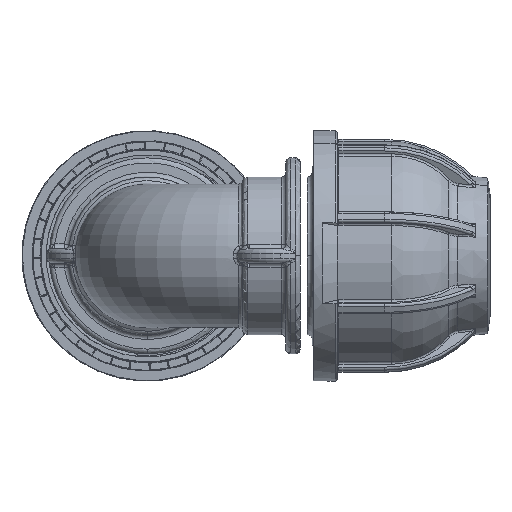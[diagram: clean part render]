
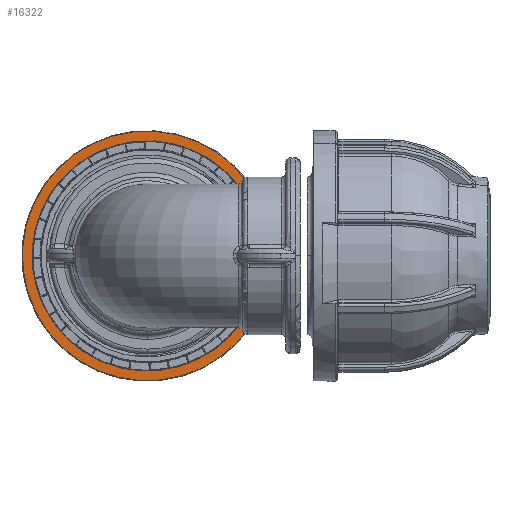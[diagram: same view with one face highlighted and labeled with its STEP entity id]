
A CAD part, left-side view. The second image highlights one B-rep face of the part: STEP entity #16322.
In plain terms, the highlighted planar face has unit normal (-1, 0, 0).
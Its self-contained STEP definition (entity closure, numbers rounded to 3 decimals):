
#4042 = CARTESIAN_POINT ( 'NONE',  ( 5.5, 0., 0.187 ) ) ;
#4043 = DIRECTION ( 'NONE',  ( 1., 0., 0. ) ) ;
#4044 = DIRECTION ( 'NONE',  ( 0., -0.44, -0.898 ) ) ;
#4051 = CARTESIAN_POINT ( 'NONE',  ( 5.5, 0., 0.187 ) ) ;
#4052 = DIRECTION ( 'NONE',  ( -1., 0., 0. ) ) ;
#4053 = DIRECTION ( 'NONE',  ( 0., -0.44, -0.898 ) ) ;
#13111 = CIRCLE ( 'NONE', #13121, 24.092 ) ;
#13114 = CIRCLE ( 'NONE', #13119, 26.1 ) ;
#13119 = AXIS2_PLACEMENT_3D ( 'NONE', #20377, #20379, #20381 ) ;
#13121 = AXIS2_PLACEMENT_3D ( 'NONE', #20384, #20386, #20388 ) ;
#14248 = VERTEX_POINT ( 'NONE', #40644 ) ;
#14249 = VERTEX_POINT ( 'NONE', #40645 ) ;
#14250 = VERTEX_POINT ( 'NONE', #40646 ) ;
#14251 = VERTEX_POINT ( 'NONE', #40647 ) ;
#16322 = ADVANCED_FACE ( 'NONE', ( #35618, #35619 ), #42990, .F. ) ;
#18585 = EDGE_CURVE ( 'NONE', #14249, #14248, #49009, .T. ) ;
#18588 = EDGE_CURVE ( 'NONE', #14250, #14251, #49056, .T. ) ;
#20234 = EDGE_LOOP ( 'NONE', ( #24156, #24157 ) ) ;
#20236 = EDGE_LOOP ( 'NONE', ( #24158, #24159 ) ) ;
#20377 = CARTESIAN_POINT ( 'NONE',  ( 5.5, 0., 0.187 ) ) ;
#20379 = DIRECTION ( 'NONE',  ( -1., 0., 0. ) ) ;
#20381 = DIRECTION ( 'NONE',  ( 0., -0.44, -0.898 ) ) ;
#20384 = CARTESIAN_POINT ( 'NONE',  ( 5.5, 0., 0.187 ) ) ;
#20386 = DIRECTION ( 'NONE',  ( 1., 0., 0. ) ) ;
#20388 = DIRECTION ( 'NONE',  ( 0., -0.44, -0.898 ) ) ;
#24156 = ORIENTED_EDGE ( 'NONE', *, *, #24451, .T. ) ;
#24157 = ORIENTED_EDGE ( 'NONE', *, *, #18588, .T. ) ;
#24158 = ORIENTED_EDGE ( 'NONE', *, *, #18585, .T. ) ;
#24159 = ORIENTED_EDGE ( 'NONE', *, *, #24452, .T. ) ;
#24451 = EDGE_CURVE ( 'NONE', #14251, #14250, #13114, .T. ) ;
#24452 = EDGE_CURVE ( 'NONE', #14248, #14249, #13111, .T. ) ;
#35618 = FACE_OUTER_BOUND ( 'NONE', #20234, .T. ) ;
#35619 = FACE_BOUND ( 'NONE', #20236, .T. ) ;
#38885 = AXIS2_PLACEMENT_3D ( 'NONE', #42991, #42992, #42993 ) ;
#40644 = CARTESIAN_POINT ( 'NONE',  ( 5.5, 10.603, 21.82 ) ) ;
#40645 = CARTESIAN_POINT ( 'NONE',  ( 5.5, -10.603, -21.446 ) ) ;
#40646 = CARTESIAN_POINT ( 'NONE',  ( 5.5, 11.486, 23.624 ) ) ;
#40647 = CARTESIAN_POINT ( 'NONE',  ( 5.5, -11.486, -23.249 ) ) ;
#42990 = PLANE ( 'NONE',  #38885 ) ;
#42991 = CARTESIAN_POINT ( 'NONE',  ( 5.5, 18.992, -9.121 ) ) ;
#42992 = DIRECTION ( 'NONE',  ( 1., 0., 0. ) ) ;
#42993 = DIRECTION ( 'NONE',  ( 0., -0.44, -0.898 ) ) ;
#49009 = CIRCLE ( 'NONE', #49051, 24.092 ) ;
#49051 = AXIS2_PLACEMENT_3D ( 'NONE', #4042, #4043, #4044 ) ;
#49056 = CIRCLE ( 'NONE', #49057, 26.1 ) ;
#49057 = AXIS2_PLACEMENT_3D ( 'NONE', #4051, #4052, #4053 ) ;
